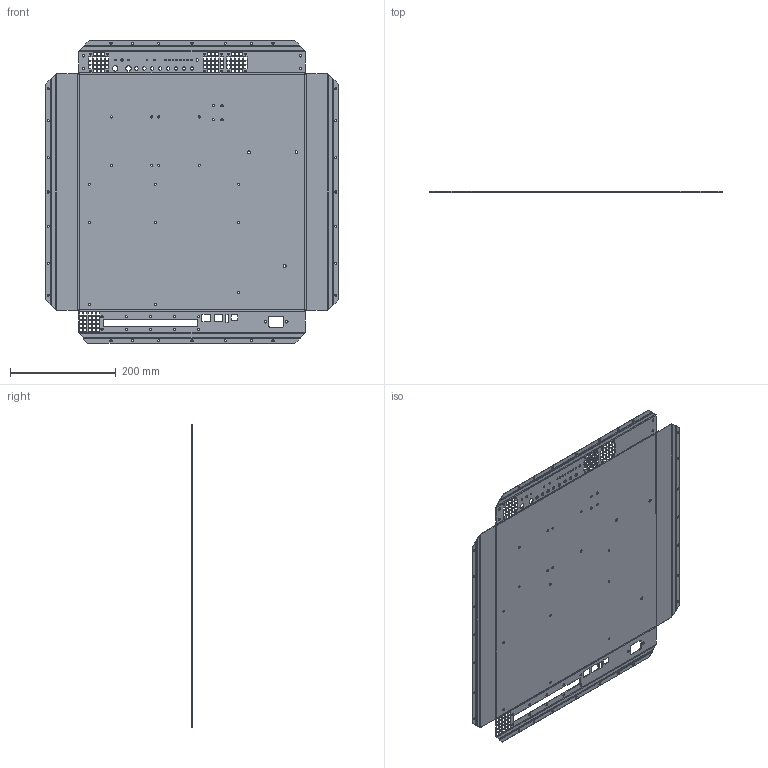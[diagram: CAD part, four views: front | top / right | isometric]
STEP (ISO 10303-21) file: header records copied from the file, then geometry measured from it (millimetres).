
FILE_DESCRIPTION((''),'2;1');
FILE_NAME('ROACH_2_CHASSIS_SHEET_REV_2','2011-09-13T',('Admin'),(''),'PRO/ENGINEER BY PARAMETRIC TECHNOLOGY CORPORATION, 2010180','PRO/ENGINEER BY PARAMETRIC TECHNOLOGY CORPORATION, 2010180','');
FILE_SCHEMA(('CONFIG_CONTROL_DESIGN'));
Length unit declared in the file: millimetre
Products named in the file (1): ROACH_2_CHASSIS_SHEET_REV_2
Bounding box: 553.49 x 1.2 x 572.49 mm (x, y, z)
Volume: 349273.8 mm3; surface area: 589761.7 mm2
Topology: 1 solids, 1 shells, 760 faces, 2188 edges, 1412 vertices
Faces by surface type: plane 522, cylinder 226, bspline 12
Entity records: 25726 total; most frequent: CARTESIAN_POINT 4696, ORIENTED_EDGE 4376, DIRECTION 4112, EDGE_CURVE 2188, VECTOR 1712, LINE 1712, VERTEX_POINT 1412, AXIS2_PLACEMENT_3D 1200
